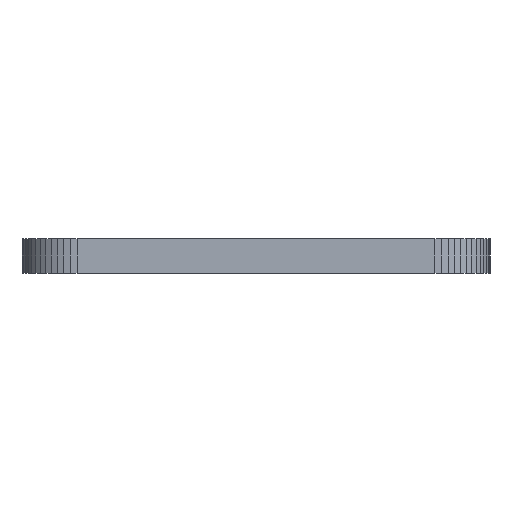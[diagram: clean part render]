
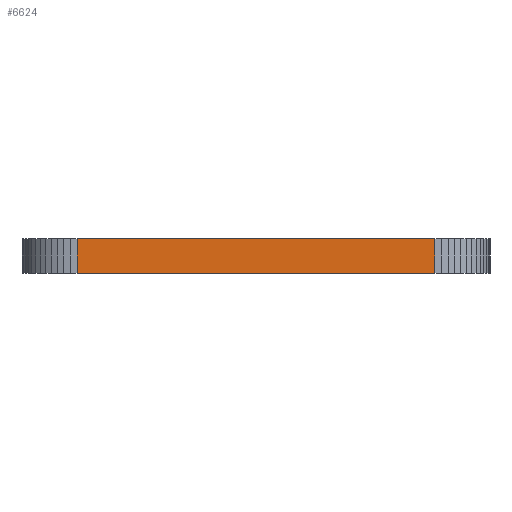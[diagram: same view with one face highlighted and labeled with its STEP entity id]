
A CAD part, left-side view. The second image highlights one B-rep face of the part: STEP entity #6624.
In plain terms, the highlighted planar face has unit normal (-1, 0, 0).
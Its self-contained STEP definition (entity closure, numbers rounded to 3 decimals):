
#90 = PLANE('',#91);
#91 = AXIS2_PLACEMENT_3D('',#92,#93,#94);
#92 = CARTESIAN_POINT('',(148.501,-105.004,1.6));
#93 = DIRECTION('',(-0.,-0.,-1.));
#94 = DIRECTION('',(-1.,0.,0.));
#144 = PLANE('',#145);
#145 = AXIS2_PLACEMENT_3D('',#146,#147,#148);
#146 = CARTESIAN_POINT('',(148.501,-105.004,0.));
#147 = DIRECTION('',(-0.,-0.,-1.));
#148 = DIRECTION('',(-1.,0.,0.));
#1345 = VERTEX_POINT('',#1346);
#1346 = CARTESIAN_POINT('',(110.401,-113.259,0.));
#1360 = PLANE('',#1361);
#1361 = AXIS2_PLACEMENT_3D('',#1362,#1363,#1364);
#1362 = CARTESIAN_POINT('',(110.42,-113.565,0.));
#1363 = DIRECTION('',(-0.998,-0.06,0.));
#1364 = DIRECTION('',(-0.06,0.998,0.));
#1372 = EDGE_CURVE('',#1345,#1373,#1375,.T.);
#1373 = VERTEX_POINT('',#1374);
#1374 = CARTESIAN_POINT('',(110.401,-96.749,0.));
#1375 = SURFACE_CURVE('',#1376,(#1380,#1387),.PCURVE_S1.);
#1376 = LINE('',#1377,#1378);
#1377 = CARTESIAN_POINT('',(110.401,-113.259,0.));
#1378 = VECTOR('',#1379,1.);
#1379 = DIRECTION('',(0.,1.,0.));
#1380 = PCURVE('',#144,#1381);
#1381 = DEFINITIONAL_REPRESENTATION('',(#1382),#1386);
#1382 = LINE('',#1383,#1384);
#1383 = CARTESIAN_POINT('',(38.1,-8.255));
#1384 = VECTOR('',#1385,1.);
#1385 = DIRECTION('',(0.,1.));
#1386 = ( GEOMETRIC_REPRESENTATION_CONTEXT(2) 
PARAMETRIC_REPRESENTATION_CONTEXT() REPRESENTATION_CONTEXT('2D SPACE',''
  ) );
#1387 = PCURVE('',#1388,#1393);
#1388 = PLANE('',#1389);
#1389 = AXIS2_PLACEMENT_3D('',#1390,#1391,#1392);
#1390 = CARTESIAN_POINT('',(110.401,-113.259,0.));
#1391 = DIRECTION('',(-1.,0.,0.));
#1392 = DIRECTION('',(0.,1.,0.));
#1393 = DEFINITIONAL_REPRESENTATION('',(#1394),#1398);
#1394 = LINE('',#1395,#1396);
#1395 = CARTESIAN_POINT('',(0.,0.));
#1396 = VECTOR('',#1397,1.);
#1397 = DIRECTION('',(1.,0.));
#1398 = ( GEOMETRIC_REPRESENTATION_CONTEXT(2) 
PARAMETRIC_REPRESENTATION_CONTEXT() REPRESENTATION_CONTEXT('2D SPACE',''
  ) );
#1416 = PLANE('',#1417);
#1417 = AXIS2_PLACEMENT_3D('',#1418,#1419,#1420);
#1418 = CARTESIAN_POINT('',(110.401,-96.749,0.));
#1419 = DIRECTION('',(-0.998,0.06,0.));
#1420 = DIRECTION('',(0.06,0.998,0.));
#4183 = VERTEX_POINT('',#4184);
#4184 = CARTESIAN_POINT('',(110.401,-113.259,1.6));
#4205 = EDGE_CURVE('',#4183,#4206,#4208,.T.);
#4206 = VERTEX_POINT('',#4207);
#4207 = CARTESIAN_POINT('',(110.401,-96.749,1.6));
#4208 = SURFACE_CURVE('',#4209,(#4213,#4220),.PCURVE_S1.);
#4209 = LINE('',#4210,#4211);
#4210 = CARTESIAN_POINT('',(110.401,-113.259,1.6));
#4211 = VECTOR('',#4212,1.);
#4212 = DIRECTION('',(0.,1.,0.));
#4213 = PCURVE('',#90,#4214);
#4214 = DEFINITIONAL_REPRESENTATION('',(#4215),#4219);
#4215 = LINE('',#4216,#4217);
#4216 = CARTESIAN_POINT('',(38.1,-8.255));
#4217 = VECTOR('',#4218,1.);
#4218 = DIRECTION('',(0.,1.));
#4219 = ( GEOMETRIC_REPRESENTATION_CONTEXT(2) 
PARAMETRIC_REPRESENTATION_CONTEXT() REPRESENTATION_CONTEXT('2D SPACE',''
  ) );
#4220 = PCURVE('',#1388,#4221);
#4221 = DEFINITIONAL_REPRESENTATION('',(#4222),#4226);
#4222 = LINE('',#4223,#4224);
#4223 = CARTESIAN_POINT('',(0.,-1.6));
#4224 = VECTOR('',#4225,1.);
#4225 = DIRECTION('',(1.,0.));
#4226 = ( GEOMETRIC_REPRESENTATION_CONTEXT(2) 
PARAMETRIC_REPRESENTATION_CONTEXT() REPRESENTATION_CONTEXT('2D SPACE',''
  ) );
#6574 = EDGE_CURVE('',#1373,#4206,#6575,.T.);
#6575 = SURFACE_CURVE('',#6576,(#6580,#6587),.PCURVE_S1.);
#6576 = LINE('',#6577,#6578);
#6577 = CARTESIAN_POINT('',(110.401,-96.749,0.));
#6578 = VECTOR('',#6579,1.);
#6579 = DIRECTION('',(0.,0.,1.));
#6580 = PCURVE('',#1416,#6581);
#6581 = DEFINITIONAL_REPRESENTATION('',(#6582),#6586);
#6582 = LINE('',#6583,#6584);
#6583 = CARTESIAN_POINT('',(0.,0.));
#6584 = VECTOR('',#6585,1.);
#6585 = DIRECTION('',(0.,-1.));
#6586 = ( GEOMETRIC_REPRESENTATION_CONTEXT(2) 
PARAMETRIC_REPRESENTATION_CONTEXT() REPRESENTATION_CONTEXT('2D SPACE',''
  ) );
#6587 = PCURVE('',#1388,#6588);
#6588 = DEFINITIONAL_REPRESENTATION('',(#6589),#6593);
#6589 = LINE('',#6590,#6591);
#6590 = CARTESIAN_POINT('',(16.51,0.));
#6591 = VECTOR('',#6592,1.);
#6592 = DIRECTION('',(0.,-1.));
#6593 = ( GEOMETRIC_REPRESENTATION_CONTEXT(2) 
PARAMETRIC_REPRESENTATION_CONTEXT() REPRESENTATION_CONTEXT('2D SPACE',''
  ) );
#6624 = ADVANCED_FACE('',(#6625),#1388,.T.);
#6625 = FACE_BOUND('',#6626,.T.);
#6626 = EDGE_LOOP('',(#6627,#6648,#6649,#6650));
#6627 = ORIENTED_EDGE('',*,*,#6628,.T.);
#6628 = EDGE_CURVE('',#1345,#4183,#6629,.T.);
#6629 = SURFACE_CURVE('',#6630,(#6634,#6641),.PCURVE_S1.);
#6630 = LINE('',#6631,#6632);
#6631 = CARTESIAN_POINT('',(110.401,-113.259,0.));
#6632 = VECTOR('',#6633,1.);
#6633 = DIRECTION('',(0.,0.,1.));
#6634 = PCURVE('',#1388,#6635);
#6635 = DEFINITIONAL_REPRESENTATION('',(#6636),#6640);
#6636 = LINE('',#6637,#6638);
#6637 = CARTESIAN_POINT('',(0.,0.));
#6638 = VECTOR('',#6639,1.);
#6639 = DIRECTION('',(0.,-1.));
#6640 = ( GEOMETRIC_REPRESENTATION_CONTEXT(2) 
PARAMETRIC_REPRESENTATION_CONTEXT() REPRESENTATION_CONTEXT('2D SPACE',''
  ) );
#6641 = PCURVE('',#1360,#6642);
#6642 = DEFINITIONAL_REPRESENTATION('',(#6643),#6647);
#6643 = LINE('',#6644,#6645);
#6644 = CARTESIAN_POINT('',(0.307,0.));
#6645 = VECTOR('',#6646,1.);
#6646 = DIRECTION('',(0.,-1.));
#6647 = ( GEOMETRIC_REPRESENTATION_CONTEXT(2) 
PARAMETRIC_REPRESENTATION_CONTEXT() REPRESENTATION_CONTEXT('2D SPACE',''
  ) );
#6648 = ORIENTED_EDGE('',*,*,#4205,.T.);
#6649 = ORIENTED_EDGE('',*,*,#6574,.F.);
#6650 = ORIENTED_EDGE('',*,*,#1372,.F.);
